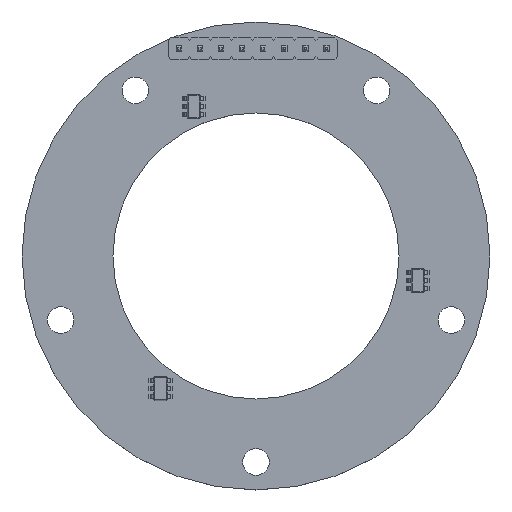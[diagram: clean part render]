
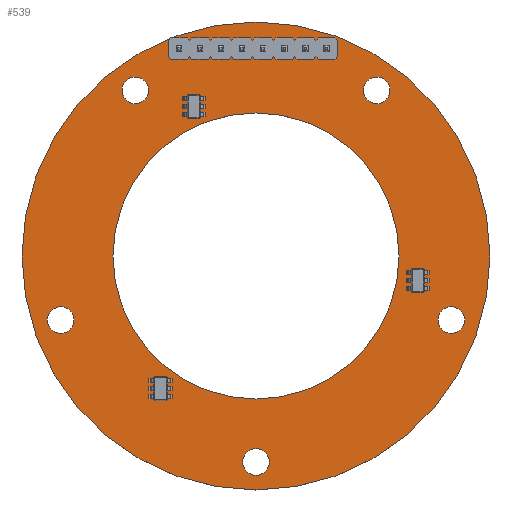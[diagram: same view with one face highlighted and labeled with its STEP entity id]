
A CAD part, top view. The second image highlights one B-rep face of the part: STEP entity #539.
In plain terms, the highlighted planar face has unit normal (0, 0, 1).
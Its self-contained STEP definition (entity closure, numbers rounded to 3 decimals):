
#49 = VERTEX_POINT('',#50);
#50 = CARTESIAN_POINT('',(188.7,-100.,0.));
#66 = EDGE_CURVE('',#49,#49,#67,.T.);
#67 = CIRCLE('',#68,28.2);
#68 = AXIS2_PLACEMENT_3D('',#69,#70,#71);
#69 = CARTESIAN_POINT('',(160.5,-100.,0.));
#70 = DIRECTION('',(0.,0.,1.));
#71 = DIRECTION('',(1.,0.,-0.));
#82 = VERTEX_POINT('',#83);
#83 = CARTESIAN_POINT('',(138.559,-107.716,0.));
#99 = EDGE_CURVE('',#82,#82,#100,.T.);
#100 = CIRCLE('',#101,1.6);
#101 = AXIS2_PLACEMENT_3D('',#102,#103,#104);
#102 = CARTESIAN_POINT('',(136.959,-107.716,0.));
#103 = DIRECTION('',(0.,0.,1.));
#104 = DIRECTION('',(1.,0.,-0.));
#115 = VERTEX_POINT('',#116);
#116 = CARTESIAN_POINT('',(176.649,-80.042,0.));
#132 = EDGE_CURVE('',#115,#115,#133,.T.);
#133 = CIRCLE('',#134,1.6);
#134 = AXIS2_PLACEMENT_3D('',#135,#136,#137);
#135 = CARTESIAN_POINT('',(175.049,-80.042,0.));
#136 = DIRECTION('',(0.,0.,1.));
#137 = DIRECTION('',(1.,0.,-0.));
#148 = VERTEX_POINT('',#149);
#149 = CARTESIAN_POINT('',(147.551,-80.042,0.));
#165 = EDGE_CURVE('',#148,#148,#166,.T.);
#166 = CIRCLE('',#167,1.6);
#167 = AXIS2_PLACEMENT_3D('',#168,#169,#170);
#168 = CARTESIAN_POINT('',(145.951,-80.042,0.));
#169 = DIRECTION('',(0.,0.,1.));
#170 = DIRECTION('',(1.,0.,-0.));
#181 = VERTEX_POINT('',#182);
#182 = CARTESIAN_POINT('',(177.742,-100.,0.));
#198 = EDGE_CURVE('',#181,#181,#199,.T.);
#199 = CIRCLE('',#200,17.242);
#200 = AXIS2_PLACEMENT_3D('',#201,#202,#203);
#201 = CARTESIAN_POINT('',(160.5,-100.,0.));
#202 = DIRECTION('',(0.,0.,1.));
#203 = DIRECTION('',(1.,0.,-0.));
#214 = VERTEX_POINT('',#215);
#215 = CARTESIAN_POINT('',(185.641,-107.716,0.));
#231 = EDGE_CURVE('',#214,#214,#232,.T.);
#232 = CIRCLE('',#233,1.6);
#233 = AXIS2_PLACEMENT_3D('',#234,#235,#236);
#234 = CARTESIAN_POINT('',(184.041,-107.716,0.));
#235 = DIRECTION('',(0.,0.,1.));
#236 = DIRECTION('',(1.,0.,-0.));
#247 = VERTEX_POINT('',#248);
#248 = CARTESIAN_POINT('',(163.92,-75.5,0.));
#264 = EDGE_CURVE('',#247,#247,#265,.T.);
#265 = CIRCLE('',#266,0.5);
#266 = AXIS2_PLACEMENT_3D('',#267,#268,#269);
#267 = CARTESIAN_POINT('',(163.92,-75.,0.));
#268 = DIRECTION('',(0.,0.,1.));
#269 = DIRECTION('',(0.,-1.,0.));
#280 = VERTEX_POINT('',#281);
#281 = CARTESIAN_POINT('',(166.46,-75.5,0.));
#297 = EDGE_CURVE('',#280,#280,#298,.T.);
#298 = CIRCLE('',#299,0.5);
#299 = AXIS2_PLACEMENT_3D('',#300,#301,#302);
#300 = CARTESIAN_POINT('',(166.46,-75.,0.));
#301 = DIRECTION('',(0.,0.,1.));
#302 = DIRECTION('',(0.,-1.,0.));
#313 = VERTEX_POINT('',#314);
#314 = CARTESIAN_POINT('',(169.,-75.5,0.));
#330 = EDGE_CURVE('',#313,#313,#331,.T.);
#331 = CIRCLE('',#332,0.5);
#332 = AXIS2_PLACEMENT_3D('',#333,#334,#335);
#333 = CARTESIAN_POINT('',(169.,-75.,0.));
#334 = DIRECTION('',(0.,0.,1.));
#335 = DIRECTION('',(0.,-1.,0.));
#346 = VERTEX_POINT('',#347);
#347 = CARTESIAN_POINT('',(153.76,-75.5,0.));
#363 = EDGE_CURVE('',#346,#346,#364,.T.);
#364 = CIRCLE('',#365,0.5);
#365 = AXIS2_PLACEMENT_3D('',#366,#367,#368);
#366 = CARTESIAN_POINT('',(153.76,-75.,0.));
#367 = DIRECTION('',(0.,0.,1.));
#368 = DIRECTION('',(0.,-1.,0.));
#379 = VERTEX_POINT('',#380);
#380 = CARTESIAN_POINT('',(156.3,-75.5,0.));
#396 = EDGE_CURVE('',#379,#379,#397,.T.);
#397 = CIRCLE('',#398,0.5);
#398 = AXIS2_PLACEMENT_3D('',#399,#400,#401);
#399 = CARTESIAN_POINT('',(156.3,-75.,0.));
#400 = DIRECTION('',(0.,0.,1.));
#401 = DIRECTION('',(0.,-1.,0.));
#412 = VERTEX_POINT('',#413);
#413 = CARTESIAN_POINT('',(158.84,-75.5,0.));
#429 = EDGE_CURVE('',#412,#412,#430,.T.);
#430 = CIRCLE('',#431,0.5);
#431 = AXIS2_PLACEMENT_3D('',#432,#433,#434);
#432 = CARTESIAN_POINT('',(158.84,-75.,0.));
#433 = DIRECTION('',(0.,0.,1.));
#434 = DIRECTION('',(0.,-1.,0.));
#445 = VERTEX_POINT('',#446);
#446 = CARTESIAN_POINT('',(161.38,-75.5,0.));
#462 = EDGE_CURVE('',#445,#445,#463,.T.);
#463 = CIRCLE('',#464,0.5);
#464 = AXIS2_PLACEMENT_3D('',#465,#466,#467);
#465 = CARTESIAN_POINT('',(161.38,-75.,0.));
#466 = DIRECTION('',(0.,0.,1.));
#467 = DIRECTION('',(0.,-1.,0.));
#478 = VERTEX_POINT('',#479);
#479 = CARTESIAN_POINT('',(151.22,-75.5,0.));
#495 = EDGE_CURVE('',#478,#478,#496,.T.);
#496 = CIRCLE('',#497,0.5);
#497 = AXIS2_PLACEMENT_3D('',#498,#499,#500);
#498 = CARTESIAN_POINT('',(151.22,-75.,0.));
#499 = DIRECTION('',(0.,0.,1.));
#500 = DIRECTION('',(0.,-1.,0.));
#511 = VERTEX_POINT('',#512);
#512 = CARTESIAN_POINT('',(162.1,-124.82,0.));
#528 = EDGE_CURVE('',#511,#511,#529,.T.);
#529 = CIRCLE('',#530,1.6);
#530 = AXIS2_PLACEMENT_3D('',#531,#532,#533);
#531 = CARTESIAN_POINT('',(160.5,-124.82,0.));
#532 = DIRECTION('',(0.,0.,1.));
#533 = DIRECTION('',(1.,0.,-0.));
#539 = ADVANCED_FACE('',(#540,#543,#546,#549,#552,#555,#558,#561,#564,
    #567,#570,#573,#576,#579,#582),#585,.T.);
#540 = FACE_BOUND('',#541,.T.);
#541 = EDGE_LOOP('',(#542));
#542 = ORIENTED_EDGE('',*,*,#66,.T.);
#543 = FACE_BOUND('',#544,.T.);
#544 = EDGE_LOOP('',(#545));
#545 = ORIENTED_EDGE('',*,*,#99,.F.);
#546 = FACE_BOUND('',#547,.T.);
#547 = EDGE_LOOP('',(#548));
#548 = ORIENTED_EDGE('',*,*,#132,.F.);
#549 = FACE_BOUND('',#550,.T.);
#550 = EDGE_LOOP('',(#551));
#551 = ORIENTED_EDGE('',*,*,#165,.F.);
#552 = FACE_BOUND('',#553,.T.);
#553 = EDGE_LOOP('',(#554));
#554 = ORIENTED_EDGE('',*,*,#198,.F.);
#555 = FACE_BOUND('',#556,.T.);
#556 = EDGE_LOOP('',(#557));
#557 = ORIENTED_EDGE('',*,*,#231,.F.);
#558 = FACE_BOUND('',#559,.T.);
#559 = EDGE_LOOP('',(#560));
#560 = ORIENTED_EDGE('',*,*,#264,.F.);
#561 = FACE_BOUND('',#562,.T.);
#562 = EDGE_LOOP('',(#563));
#563 = ORIENTED_EDGE('',*,*,#297,.F.);
#564 = FACE_BOUND('',#565,.T.);
#565 = EDGE_LOOP('',(#566));
#566 = ORIENTED_EDGE('',*,*,#330,.F.);
#567 = FACE_BOUND('',#568,.T.);
#568 = EDGE_LOOP('',(#569));
#569 = ORIENTED_EDGE('',*,*,#363,.F.);
#570 = FACE_BOUND('',#571,.T.);
#571 = EDGE_LOOP('',(#572));
#572 = ORIENTED_EDGE('',*,*,#396,.F.);
#573 = FACE_BOUND('',#574,.T.);
#574 = EDGE_LOOP('',(#575));
#575 = ORIENTED_EDGE('',*,*,#429,.F.);
#576 = FACE_BOUND('',#577,.T.);
#577 = EDGE_LOOP('',(#578));
#578 = ORIENTED_EDGE('',*,*,#462,.F.);
#579 = FACE_BOUND('',#580,.T.);
#580 = EDGE_LOOP('',(#581));
#581 = ORIENTED_EDGE('',*,*,#495,.F.);
#582 = FACE_BOUND('',#583,.T.);
#583 = EDGE_LOOP('',(#584));
#584 = ORIENTED_EDGE('',*,*,#528,.F.);
#585 = PLANE('',#586);
#586 = AXIS2_PLACEMENT_3D('',#587,#588,#589);
#587 = CARTESIAN_POINT('',(160.5,-100.,0.));
#588 = DIRECTION('',(0.,0.,1.));
#589 = DIRECTION('',(1.,0.,-0.));
